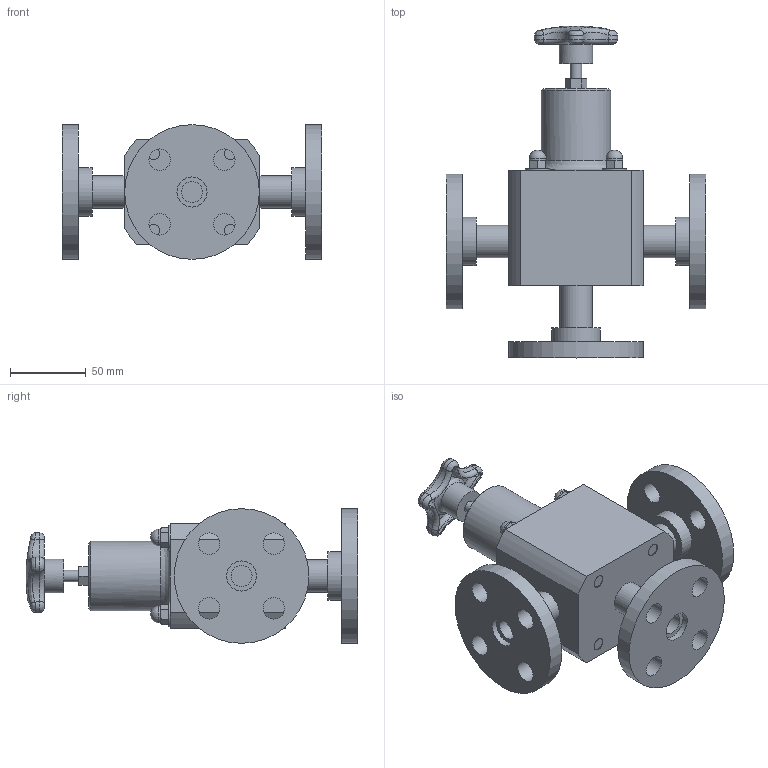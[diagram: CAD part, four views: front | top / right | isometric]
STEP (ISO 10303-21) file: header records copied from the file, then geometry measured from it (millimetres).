
FILE_DESCRIPTION((''),'2;1');
FILE_NAME('TVPF50-PP_R0.ipt.stp','2017-04-04T12:15:08',(''),(''),'Autodesk Inventor 2009','Autodesk Inventor 2009','');
FILE_SCHEMA(('AUTOMOTIVE_DESIGN { 1 0 10303 214 1 1 1 1 }'));
Length unit declared in the file: inch
Products named in the file (1): TVPF50-PP_R0
Bounding box: 171.45 x 219.07 x 88.9 mm (x, y, z)
Volume: 776964.5 mm3; surface area: 111804.3 mm2
Topology: 1 solids, 6 shells, 339 faces, 781 edges, 480 vertices
Faces by surface type: plane 135, bspline 101, cylinder 68, sphere 17, torus 15, cone 3
Full cylindrical faces by diameter (mm): 4.445 x4, 7.442 x1, 10.998 x4, 13.868 x3, 14.224 x12, 15.875 x4, 19.812 x3, 21.336 x3, 22.098 x1, 31.75 x3, 45.72 x1, 60.325 x1, 60.96 x1, 88.9 x3
Entity records: 13619 total; most frequent: CARTESIAN_POINT 6370, ORIENTED_EDGE 1404, DIRECTION 1366, EDGE_CURVE 702, AXIS2_PLACEMENT_3D 604, VERTEX_POINT 467, EDGE_LOOP 457, CIRCLE 365
